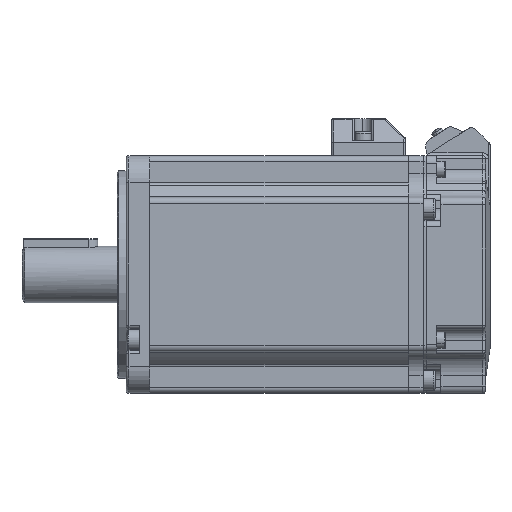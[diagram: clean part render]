
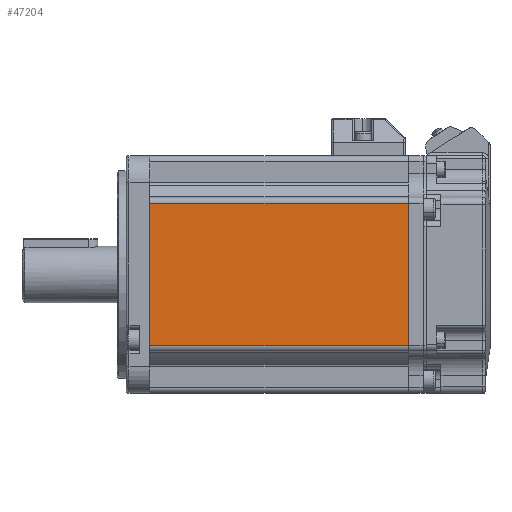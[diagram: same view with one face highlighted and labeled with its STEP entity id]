
A CAD part, front view. The second image highlights one B-rep face of the part: STEP entity #47204.
In plain terms, the highlighted planar face has unit normal (0, -1, 0).
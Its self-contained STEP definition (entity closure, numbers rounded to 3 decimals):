
#264 = VECTOR ( 'NONE', #31534, 1000. ) ;
#3719 = LINE ( 'NONE', #9583, #12901 ) ;
#4506 = CARTESIAN_POINT ( 'NONE',  ( -47.166, -37.377, 114. ) ) ;
#4939 = EDGE_CURVE ( 'NONE', #36463, #32497, #3719, .T. ) ;
#5364 = VECTOR ( 'NONE', #21056, 1000. ) ;
#6166 = DIRECTION ( 'NONE',  ( -1., 0., 0. ) ) ;
#9583 = CARTESIAN_POINT ( 'NONE',  ( -47.166, -37.377, 162. ) ) ;
#9829 = CARTESIAN_POINT ( 'NONE',  ( -47.166, -37.377, 114. ) ) ;
#10237 = EDGE_LOOP ( 'NONE', ( #12806, #22745, #44081, #32404 ) ) ;
#12318 = CARTESIAN_POINT ( 'NONE',  ( 39.834, -37.377, 164. ) ) ;
#12806 = ORIENTED_EDGE ( 'NONE', *, *, #45959, .T. ) ;
#12901 = VECTOR ( 'NONE', #6166, 1000. ) ;
#14781 = PLANE ( 'NONE',  #40832 ) ;
#21056 = DIRECTION ( 'NONE',  ( 0., 0., 1. ) ) ;
#22745 = ORIENTED_EDGE ( 'NONE', *, *, #4939, .T. ) ;
#25296 = LINE ( 'NONE', #9829, #34463 ) ;
#26773 = CARTESIAN_POINT ( 'NONE',  ( -47.166, -37.377, 162. ) ) ;
#28826 = CARTESIAN_POINT ( 'NONE',  ( -47.166, -37.377, 164. ) ) ;
#31037 = EDGE_CURVE ( 'NONE', #47464, #32497, #40869, .T. ) ;
#31534 = DIRECTION ( 'NONE',  ( 0., 0., 1. ) ) ;
#32404 = ORIENTED_EDGE ( 'NONE', *, *, #39203, .T. ) ;
#32497 = VERTEX_POINT ( 'NONE', #26773 ) ;
#33239 = FACE_OUTER_BOUND ( 'NONE', #10237, .T. ) ;
#34463 = VECTOR ( 'NONE', #48916, 1000. ) ;
#34476 = CARTESIAN_POINT ( 'NONE',  ( -47.166, -37.377, 164. ) ) ;
#34538 = LINE ( 'NONE', #12318, #264 ) ;
#36463 = VERTEX_POINT ( 'NONE', #45102 ) ;
#37214 = VERTEX_POINT ( 'NONE', #49834 ) ;
#38599 = DIRECTION ( 'NONE',  ( 1., 0., 0. ) ) ;
#39203 = EDGE_CURVE ( 'NONE', #47464, #37214, #25296, .T. ) ;
#40832 = AXIS2_PLACEMENT_3D ( 'NONE', #34476, #45778, #38599 ) ;
#40869 = LINE ( 'NONE', #28826, #5364 ) ;
#44081 = ORIENTED_EDGE ( 'NONE', *, *, #31037, .F. ) ;
#45102 = CARTESIAN_POINT ( 'NONE',  ( 39.834, -37.377, 162. ) ) ;
#45778 = DIRECTION ( 'NONE',  ( 0., 1., 0. ) ) ;
#45959 = EDGE_CURVE ( 'NONE', #37214, #36463, #34538, .T. ) ;
#47204 = ADVANCED_FACE ( 'NONE', ( #33239 ), #14781, .F. ) ;
#47464 = VERTEX_POINT ( 'NONE', #4506 ) ;
#48916 = DIRECTION ( 'NONE',  ( 1., 0., 0. ) ) ;
#49834 = CARTESIAN_POINT ( 'NONE',  ( 39.834, -37.377, 114. ) ) ;
